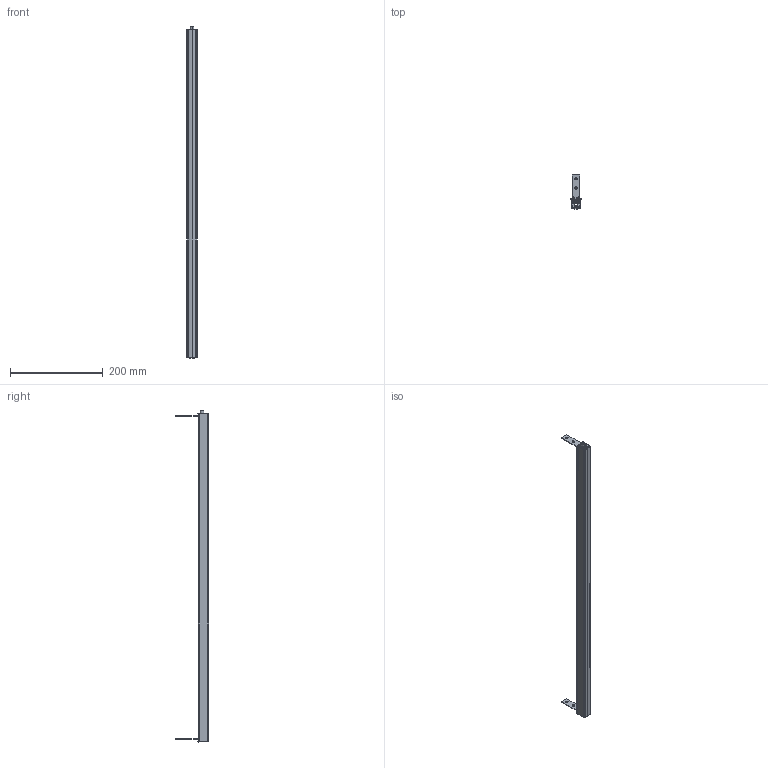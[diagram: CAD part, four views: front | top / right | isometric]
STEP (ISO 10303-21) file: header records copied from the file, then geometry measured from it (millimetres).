
FILE_DESCRIPTION (( 'STEP AP203' ), '1' );
FILE_NAME ('RS 710.STEP', '2025-02-28T14:07:27', ( '' ), ( '' ), 'SwSTEP 2.0', 'SolidWorks 2023', '' );
FILE_SCHEMA (( 'CONFIG_CONTROL_DESIGN' ));
Length unit declared in the file: millimetre
Products named in the file (5): RS 710; Innengeometrie_20_710; Betätigungsteil_20; Haltewinkel RS_Index B; Aussengehäuse RS_710
Assembly tree (5 placements, depth 2):
  RS 710
    Aussengehäuse RS_710
    Betätigungsteil_20
    Innengeometrie_20_710
    Haltewinkel RS_Index B  x2
Bounding box: 23.2 x 72.43 x 717.8 mm (x, y, z)
Volume: 155349 mm3; surface area: 219896.5 mm2
Topology: 20 solids, 20 shells, 709 faces, 1999 edges, 1332 vertices
Faces by surface type: plane 350, bspline 294, cylinder 63, torus 2
Entity records: 36515 total; most frequent: CARTESIAN_POINT 20065, ORIENTED_EDGE 3854, DIRECTION 2245, EDGE_CURVE 1927, VERTEX_POINT 1284, VECTOR 1227, LINE 1227, EDGE_LOOP 769
